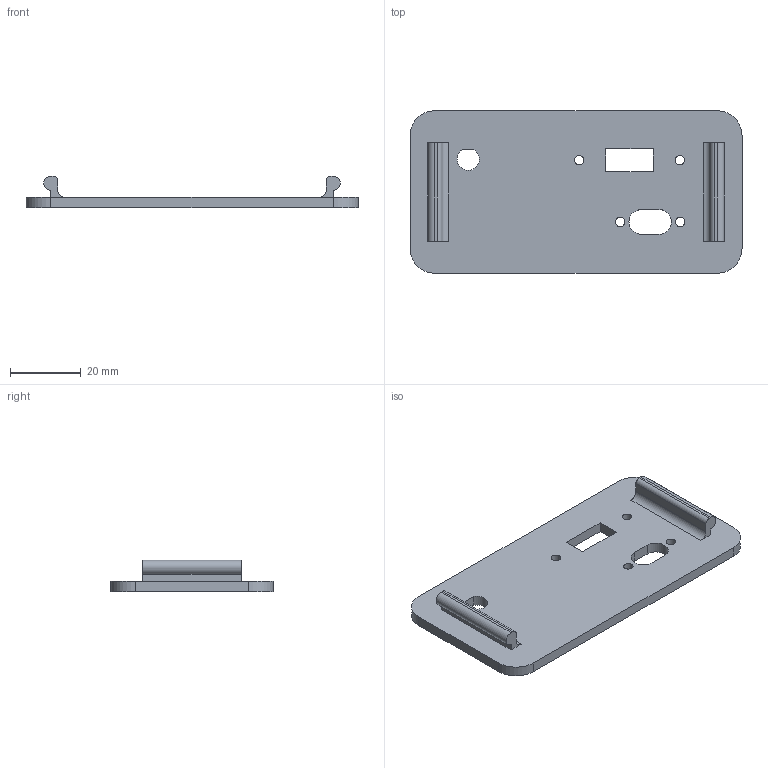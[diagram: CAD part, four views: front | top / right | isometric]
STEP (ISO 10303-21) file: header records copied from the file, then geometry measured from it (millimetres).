
FILE_DESCRIPTION(('FreeCAD Model'),'2;1');
FILE_NAME('Open CASCADE Shape Model','2024-11-11T18:33:19',(''),(''), 'Open CASCADE STEP processor 7.7','FreeCAD','Unknown');
FILE_SCHEMA(('AUTOMOTIVE_DESIGN { 1 0 10303 214 1 1 1 1 }'));
Length unit declared in the file: millimetre
Products named in the file (1): Body
Bounding box: 94 x 46 x 9 mm (x, y, z)
Volume: 13254.5 mm3; surface area: 10111.5 mm2
Topology: 1 solids, 1 shells, 40 faces, 112 edges, 76 vertices
Faces by surface type: plane 23, cylinder 17
Full cylindrical faces by diameter (mm): 2.7 x4
Entity records: 2826 total; most frequent: CARTESIAN_POINT 489, DIRECTION 446, LINE 268, VECTOR 268, ORIENTED_EDGE 224, PCURVE 224, DEFINITIONAL_REPRESENTATION 224, EDGE_CURVE 112
